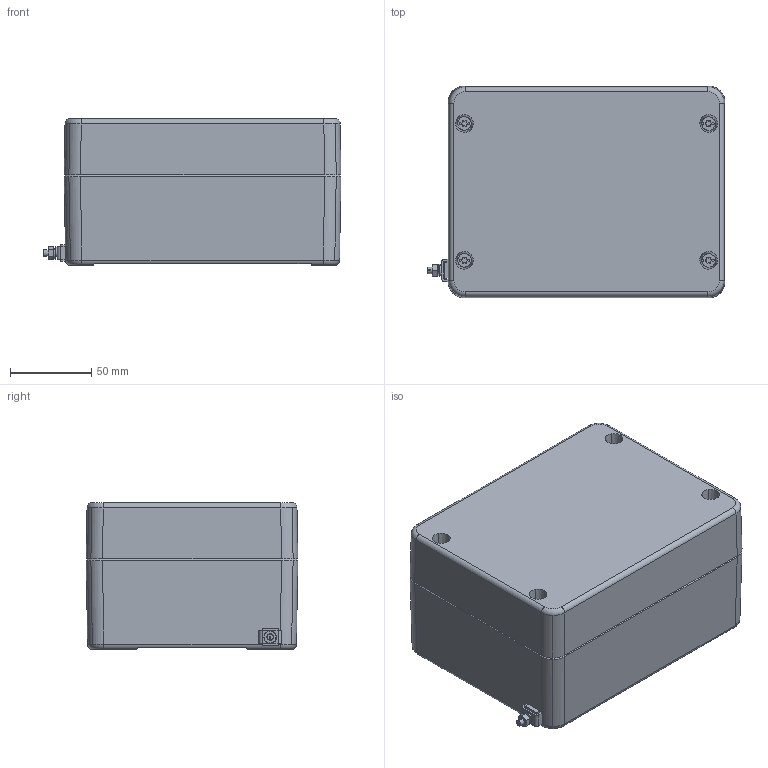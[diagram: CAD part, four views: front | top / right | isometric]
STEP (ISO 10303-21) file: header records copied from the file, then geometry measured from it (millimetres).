
FILE_DESCRIPTION(('CATIA V5R24 STEP','CAx-IF Rec.Pracs.--- Model Styling and Organization---1.2---2011-12-15'),'2;1');
FILE_NAME ('D1451052_1_1329720000_1329720000.stp','2018-04-23T06:10:12+00:00',('none'),('Weidmueller'),'CATIA Version 5-6 Release 2014 SP4 HF52','CATIA V5 STEP AP214','none');
FILE_SCHEMA(('AUTOMOTIVE_DESIGN { 1 0 10303 214 1 1 1 1 }'));
Length unit declared in the file: millimetre
Products named in the file (1): K5 EX_RAL7001
Bounding box: 182.97 x 130 x 90 mm (x, y, z)
Volume: 499488.1 mm3; surface area: 218145.7 mm2
Topology: 10 solids, 10 shells, 1335 faces, 3399 edges, 2158 vertices
Faces by surface type: plane 486, cylinder 401, cone 244, torus 122, bspline 82
Entity records: 41895 total; most frequent: CARTESIAN_POINT 12484, ORIENTED_EDGE 6794, DIRECTION 4700, EDGE_CURVE 3397, AXIS2_PLACEMENT_3D 2161, VERTEX_POINT 2158, VECTOR 1592, LINE 1592
